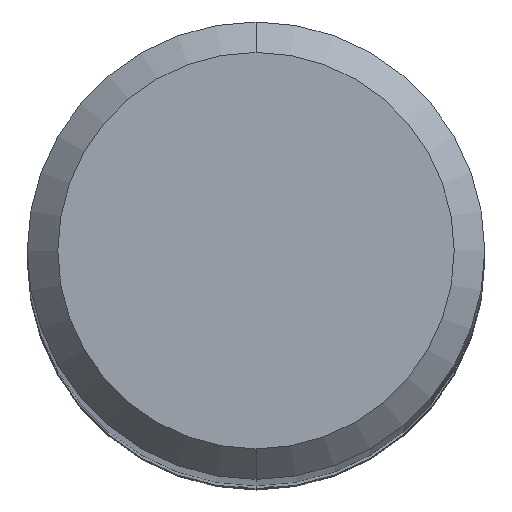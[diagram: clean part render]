
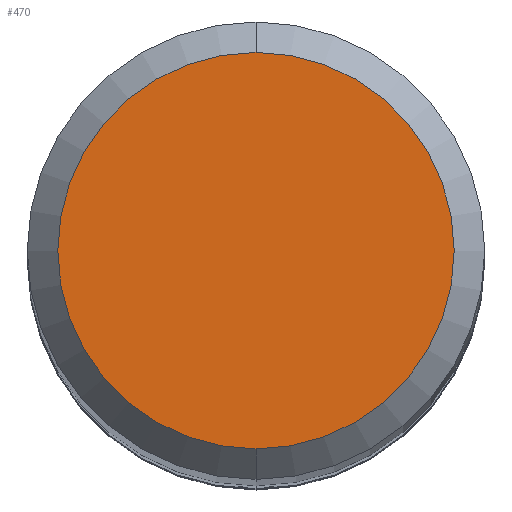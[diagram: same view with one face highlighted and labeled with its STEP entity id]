
A CAD part, top view. The second image highlights one B-rep face of the part: STEP entity #470.
In plain terms, the highlighted planar face has unit normal (0, 0, 1).
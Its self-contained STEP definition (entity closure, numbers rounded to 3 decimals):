
#318=EDGE_CURVE('',#372,#418,#658,.T.);
#372=VERTEX_POINT('',#718);
#418=VERTEX_POINT('',#772);
#444=EDGE_CURVE('',#418,#372,#800,.T.);
#470=ADVANCED_FACE('',(#830),#831,.T.);
#658=CIRCLE('',#1154,2.6);
#718=CARTESIAN_POINT('',(0.0,2.6,0.0));
#772=CARTESIAN_POINT('',(0.,-2.6,0.0));
#800=CIRCLE('',#1419,2.6);
#830=FACE_OUTER_BOUND('',#1482,.T.);
#831=PLANE('',#1483);
#1154=AXIS2_PLACEMENT_3D('',#1666,#1667,#1668);
#1419=AXIS2_PLACEMENT_3D('',#1846,#1847,#1848);
#1482=EDGE_LOOP('',(#1882,#1883));
#1483=AXIS2_PLACEMENT_3D('',#1884,#1885,#1886);
#1666=CARTESIAN_POINT('',(0.0,0.0,0.0));
#1667=DIRECTION('',(0.0,0.0,-1.0));
#1668=DIRECTION('',(0.0,1.0,0.0));
#1846=CARTESIAN_POINT('',(0.0,0.0,0.0));
#1847=DIRECTION('',(0.0,0.0,-1.0));
#1848=DIRECTION('',(0.0,1.0,0.0));
#1882=ORIENTED_EDGE('',*,*,#318,.F.);
#1883=ORIENTED_EDGE('',*,*,#444,.F.);
#1884=CARTESIAN_POINT('',(0.0,1.3,0.0));
#1885=DIRECTION('',(-0.0,0.0,1.0));
#1886=DIRECTION('',(0.0,-1.0,0.0));
